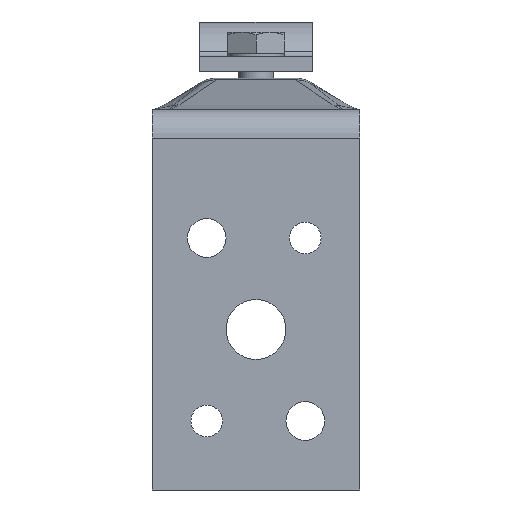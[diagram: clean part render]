
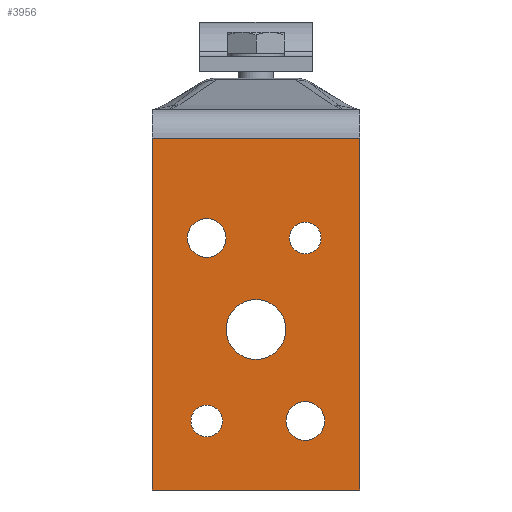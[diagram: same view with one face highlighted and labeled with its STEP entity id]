
A CAD part, front view. The second image highlights one B-rep face of the part: STEP entity #3956.
In plain terms, the highlighted face is planar.
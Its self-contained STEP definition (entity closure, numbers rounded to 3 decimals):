
#17 = CARTESIAN_POINT ( 'NONE',  ( -4., -42.2, 7. ) ) ;
#21 = DIRECTION ( 'NONE',  ( 1., 0., 0. ) ) ;
#62 = CARTESIAN_POINT ( 'NONE',  ( -4., -13.45, -7. ) ) ;
#81 = CARTESIAN_POINT ( 'NONE',  ( -4., -2., 14.75 ) ) ;
#112 = VERTEX_POINT ( 'NONE', #1234 ) ;
#115 = CARTESIAN_POINT ( 'NONE',  ( -4., -13.95, 7. ) ) ;
#197 = CARTESIAN_POINT ( 'NONE',  ( -4., -16.2, 7. ) ) ;
#337 = LINE ( 'NONE', #4133, #2578 ) ;
#339 = EDGE_CURVE ( 'NONE', #1196, #1943, #4754, .T. ) ;
#351 = EDGE_LOOP ( 'NONE', ( #3076, #2364 ) ) ;
#402 = ORIENTED_EDGE ( 'NONE', *, *, #3096, .T. ) ;
#442 = CARTESIAN_POINT ( 'NONE',  ( -4., -42.2, 7. ) ) ;
#463 = ORIENTED_EDGE ( 'NONE', *, *, #5588, .T. ) ;
#498 = VERTEX_POINT ( 'NONE', #3508 ) ;
#560 = FACE_OUTER_BOUND ( 'NONE', #2494, .T. ) ;
#582 = AXIS2_PLACEMENT_3D ( 'NONE', #17, #4692, #4659 ) ;
#592 = DIRECTION ( 'NONE',  ( 0., -1., 0. ) ) ;
#650 = EDGE_CURVE ( 'NONE', #1091, #6013, #5248, .T. ) ;
#656 = CARTESIAN_POINT ( 'NONE',  ( -4., -16.2, -7. ) ) ;
#734 = EDGE_LOOP ( 'NONE', ( #4463, #402 ) ) ;
#837 = CARTESIAN_POINT ( 'NONE',  ( -4., -29.2, 0. ) ) ;
#934 = AXIS2_PLACEMENT_3D ( 'NONE', #2380, #1037, #1556 ) ;
#952 = CARTESIAN_POINT ( 'NONE',  ( -4., -18.95, -7. ) ) ;
#979 = FACE_BOUND ( 'NONE', #3534, .T. ) ;
#1007 = PLANE ( 'NONE',  #934 ) ;
#1017 = AXIS2_PLACEMENT_3D ( 'NONE', #2179, #4044, #3203 ) ;
#1037 = DIRECTION ( 'NONE',  ( -1., 0., 0. ) ) ;
#1053 = VERTEX_POINT ( 'NONE', #4563 ) ;
#1091 = VERTEX_POINT ( 'NONE', #2872 ) ;
#1158 = EDGE_CURVE ( 'NONE', #4066, #1053, #3762, .T. ) ;
#1172 = DIRECTION ( 'NONE',  ( 1., 0., 0. ) ) ;
#1196 = VERTEX_POINT ( 'NONE', #62 ) ;
#1234 = CARTESIAN_POINT ( 'NONE',  ( -4., -33.45, 0. ) ) ;
#1345 = VERTEX_POINT ( 'NONE', #1458 ) ;
#1458 = CARTESIAN_POINT ( 'NONE',  ( -4., -39.95, -7. ) ) ;
#1471 = FACE_BOUND ( 'NONE', #351, .T. ) ;
#1489 = AXIS2_PLACEMENT_3D ( 'NONE', #442, #2289, #4158 ) ;
#1556 = DIRECTION ( 'NONE',  ( 0., -1., 0. ) ) ;
#1597 = CARTESIAN_POINT ( 'NONE',  ( -4., -2., 14.75 ) ) ;
#1690 = CIRCLE ( 'NONE', #5086, 2.25 ) ;
#1724 = CIRCLE ( 'NONE', #4926, 4.25 ) ;
#1725 = EDGE_CURVE ( 'NONE', #1345, #3806, #1993, .T. ) ;
#1744 = ORIENTED_EDGE ( 'NONE', *, *, #2808, .T. ) ;
#1812 = CIRCLE ( 'NONE', #3454, 2.25 ) ;
#1825 = EDGE_CURVE ( 'NONE', #1053, #3137, #337, .T. ) ;
#1829 = ORIENTED_EDGE ( 'NONE', *, *, #4729, .F. ) ;
#1943 = VERTEX_POINT ( 'NONE', #952 ) ;
#1993 = CIRCLE ( 'NONE', #1017, 2.25 ) ;
#2058 = CARTESIAN_POINT ( 'NONE',  ( -4., -18.45, 7. ) ) ;
#2099 = AXIS2_PLACEMENT_3D ( 'NONE', #3482, #1172, #3024 ) ;
#2179 = CARTESIAN_POINT ( 'NONE',  ( -4., -42.2, -7. ) ) ;
#2226 = VECTOR ( 'NONE', #5137, 1000. ) ;
#2289 = DIRECTION ( 'NONE',  ( 1., 0., 0. ) ) ;
#2309 = ORIENTED_EDGE ( 'NONE', *, *, #1158, .T. ) ;
#2316 = ORIENTED_EDGE ( 'NONE', *, *, #4060, .T. ) ;
#2327 = DIRECTION ( 'NONE',  ( 0., -1., 0. ) ) ;
#2333 = EDGE_LOOP ( 'NONE', ( #463, #2488 ) ) ;
#2364 = ORIENTED_EDGE ( 'NONE', *, *, #5991, .T. ) ;
#2380 = CARTESIAN_POINT ( 'NONE',  ( -4., -2., -14.75 ) ) ;
#2488 = ORIENTED_EDGE ( 'NONE', *, *, #650, .T. ) ;
#2494 = EDGE_LOOP ( 'NONE', ( #5862, #1829, #2309, #4802 ) ) ;
#2578 = VECTOR ( 'NONE', #3145, 1000. ) ;
#2671 = CIRCLE ( 'NONE', #2099, 2.75 ) ;
#2737 = DIRECTION ( 'NONE',  ( 0., -1., 0. ) ) ;
#2808 = EDGE_CURVE ( 'NONE', #3806, #1345, #4048, .T. ) ;
#2872 = CARTESIAN_POINT ( 'NONE',  ( -4., -44.95, 7. ) ) ;
#3024 = DIRECTION ( 'NONE',  ( 0., -1., 0. ) ) ;
#3076 = ORIENTED_EDGE ( 'NONE', *, *, #3349, .T. ) ;
#3096 = EDGE_CURVE ( 'NONE', #1943, #1196, #2671, .T. ) ;
#3137 = VERTEX_POINT ( 'NONE', #5929 ) ;
#3145 = DIRECTION ( 'NONE',  ( 0., 0., 1. ) ) ;
#3203 = DIRECTION ( 'NONE',  ( 0., -1., 0. ) ) ;
#3247 = AXIS2_PLACEMENT_3D ( 'NONE', #3788, #5649, #2327 ) ;
#3331 = EDGE_CURVE ( 'NONE', #3470, #3137, #5189, .T. ) ;
#3349 = EDGE_CURVE ( 'NONE', #3502, #5052, #1812, .T. ) ;
#3354 = VECTOR ( 'NONE', #4304, 1000. ) ;
#3402 = FACE_BOUND ( 'NONE', #2333, .T. ) ;
#3454 = AXIS2_PLACEMENT_3D ( 'NONE', #197, #4250, #4756 ) ;
#3470 = VERTEX_POINT ( 'NONE', #1597 ) ;
#3482 = CARTESIAN_POINT ( 'NONE',  ( -4., -16.2, -7. ) ) ;
#3502 = VERTEX_POINT ( 'NONE', #115 ) ;
#3508 = CARTESIAN_POINT ( 'NONE',  ( -4., -24.95, 0. ) ) ;
#3534 = EDGE_LOOP ( 'NONE', ( #4676, #1744 ) ) ;
#3570 = DIRECTION ( 'NONE',  ( 0., -1., 0. ) ) ;
#3590 = AXIS2_PLACEMENT_3D ( 'NONE', #656, #5704, #592 ) ;
#3617 = ORIENTED_EDGE ( 'NONE', *, *, #3795, .T. ) ;
#3732 = CARTESIAN_POINT ( 'NONE',  ( -4., -2., -14.75 ) ) ;
#3762 = LINE ( 'NONE', #5652, #2226 ) ;
#3788 = CARTESIAN_POINT ( 'NONE',  ( -4., -42.2, -7. ) ) ;
#3795 = EDGE_CURVE ( 'NONE', #112, #498, #1724, .T. ) ;
#3806 = VERTEX_POINT ( 'NONE', #6014 ) ;
#3899 = CARTESIAN_POINT ( 'NONE',  ( -4., -2., -14.75 ) ) ;
#3956 = ADVANCED_FACE ( 'NONE', ( #4813, #1471, #3402, #979, #5275, #560 ), #1007, .T. ) ;
#4044 = DIRECTION ( 'NONE',  ( 1., 0., 0. ) ) ;
#4048 = CIRCLE ( 'NONE', #3247, 2.25 ) ;
#4060 = EDGE_CURVE ( 'NONE', #498, #112, #5700, .T. ) ;
#4066 = VERTEX_POINT ( 'NONE', #3899 ) ;
#4133 = CARTESIAN_POINT ( 'NONE',  ( -4., -52., -14.75 ) ) ;
#4158 = DIRECTION ( 'NONE',  ( 0., -1., 0. ) ) ;
#4250 = DIRECTION ( 'NONE',  ( 1., 0., 0. ) ) ;
#4304 = DIRECTION ( 'NONE',  ( 0., -1., 0. ) ) ;
#4340 = AXIS2_PLACEMENT_3D ( 'NONE', #5888, #5408, #3570 ) ;
#4463 = ORIENTED_EDGE ( 'NONE', *, *, #339, .T. ) ;
#4563 = CARTESIAN_POINT ( 'NONE',  ( -4., -52., -14.75 ) ) ;
#4659 = DIRECTION ( 'NONE',  ( 0., -1., 0. ) ) ;
#4676 = ORIENTED_EDGE ( 'NONE', *, *, #1725, .T. ) ;
#4692 = DIRECTION ( 'NONE',  ( 1., 0., 0. ) ) ;
#4729 = EDGE_CURVE ( 'NONE', #4066, #3470, #5171, .T. ) ;
#4754 = CIRCLE ( 'NONE', #3590, 2.75 ) ;
#4756 = DIRECTION ( 'NONE',  ( 0., -1., 0. ) ) ;
#4802 = ORIENTED_EDGE ( 'NONE', *, *, #1825, .T. ) ;
#4813 = FACE_BOUND ( 'NONE', #5205, .T. ) ;
#4900 = CARTESIAN_POINT ( 'NONE',  ( -4., -39.45, 7. ) ) ;
#4926 = AXIS2_PLACEMENT_3D ( 'NONE', #837, #21, #2737 ) ;
#4932 = CARTESIAN_POINT ( 'NONE',  ( -4., -16.2, 7. ) ) ;
#4988 = VECTOR ( 'NONE', #5597, 1000. ) ;
#5052 = VERTEX_POINT ( 'NONE', #2058 ) ;
#5086 = AXIS2_PLACEMENT_3D ( 'NONE', #4932, #5785, #5849 ) ;
#5137 = DIRECTION ( 'NONE',  ( 0., -1., 0. ) ) ;
#5171 = LINE ( 'NONE', #3732, #4988 ) ;
#5189 = LINE ( 'NONE', #81, #3354 ) ;
#5205 = EDGE_LOOP ( 'NONE', ( #2316, #3617 ) ) ;
#5248 = CIRCLE ( 'NONE', #582, 2.75 ) ;
#5275 = FACE_BOUND ( 'NONE', #734, .T. ) ;
#5408 = DIRECTION ( 'NONE',  ( 1., 0., 0. ) ) ;
#5588 = EDGE_CURVE ( 'NONE', #6013, #1091, #5871, .T. ) ;
#5597 = DIRECTION ( 'NONE',  ( 0., 0., 1. ) ) ;
#5649 = DIRECTION ( 'NONE',  ( 1., 0., 0. ) ) ;
#5652 = CARTESIAN_POINT ( 'NONE',  ( -4., -2., -14.75 ) ) ;
#5700 = CIRCLE ( 'NONE', #4340, 4.25 ) ;
#5704 = DIRECTION ( 'NONE',  ( 1., 0., 0. ) ) ;
#5785 = DIRECTION ( 'NONE',  ( 1., 0., 0. ) ) ;
#5849 = DIRECTION ( 'NONE',  ( 0., -1., 0. ) ) ;
#5862 = ORIENTED_EDGE ( 'NONE', *, *, #3331, .F. ) ;
#5871 = CIRCLE ( 'NONE', #1489, 2.75 ) ;
#5888 = CARTESIAN_POINT ( 'NONE',  ( -4., -29.2, 0. ) ) ;
#5929 = CARTESIAN_POINT ( 'NONE',  ( -4., -52., 14.75 ) ) ;
#5991 = EDGE_CURVE ( 'NONE', #5052, #3502, #1690, .T. ) ;
#6013 = VERTEX_POINT ( 'NONE', #4900 ) ;
#6014 = CARTESIAN_POINT ( 'NONE',  ( -4., -44.45, -7. ) ) ;
